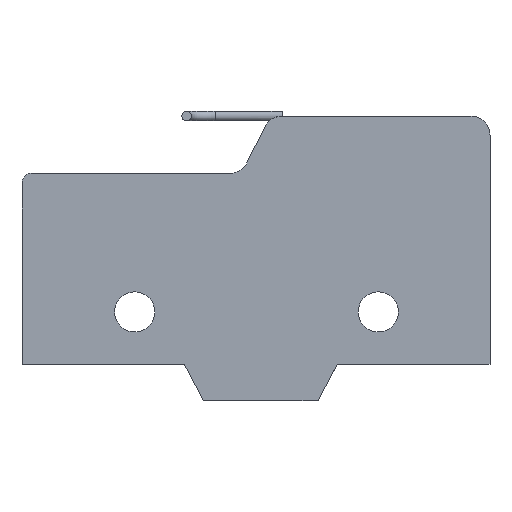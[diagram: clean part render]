
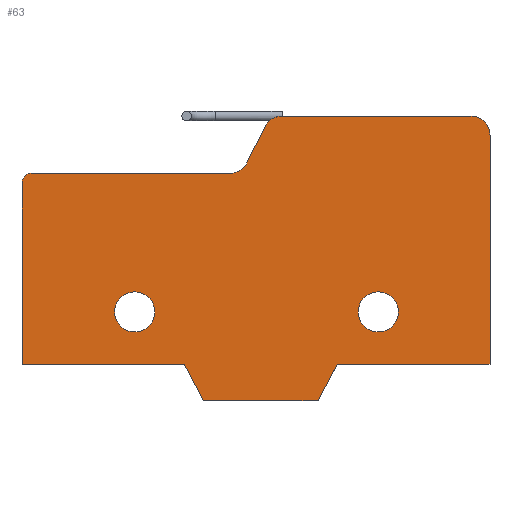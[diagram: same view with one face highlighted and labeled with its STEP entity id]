
A CAD part, left-side view. The second image highlights one B-rep face of the part: STEP entity #63.
In plain terms, the highlighted planar face has unit normal (-1, 0, 0).
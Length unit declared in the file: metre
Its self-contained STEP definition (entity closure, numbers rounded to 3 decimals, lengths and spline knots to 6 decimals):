
#63 = ADVANCED_FACE( '', ( #139, #140, #141 ), #142, .F. );
#139 = FACE_OUTER_BOUND( '', #224, .T. );
#140 = FACE_BOUND( '', #225, .T. );
#141 = FACE_BOUND( '', #226, .T. );
#142 = PLANE( '', #227 );
#224 = EDGE_LOOP( '', ( #346, #347, #348, #349, #350, #351, #352, #353, #354, #355, #356, #357, #358, #359 ) );
#225 = EDGE_LOOP( '', ( #360 ) );
#226 = EDGE_LOOP( '', ( #361 ) );
#227 = AXIS2_PLACEMENT_3D( '', #362, #363, #364 );
#346 = ORIENTED_EDGE( '', *, *, #512, .T. );
#347 = ORIENTED_EDGE( '', *, *, #513, .F. );
#348 = ORIENTED_EDGE( '', *, *, #508, .F. );
#349 = ORIENTED_EDGE( '', *, *, #475, .T. );
#350 = ORIENTED_EDGE( '', *, *, #480, .F. );
#351 = ORIENTED_EDGE( '', *, *, #514, .T. );
#352 = ORIENTED_EDGE( '', *, *, #515, .T. );
#353 = ORIENTED_EDGE( '', *, *, #516, .F. );
#354 = ORIENTED_EDGE( '', *, *, #505, .T. );
#355 = ORIENTED_EDGE( '', *, *, #517, .T. );
#356 = ORIENTED_EDGE( '', *, *, #518, .T. );
#357 = ORIENTED_EDGE( '', *, *, #519, .T. );
#358 = ORIENTED_EDGE( '', *, *, #520, .T. );
#359 = ORIENTED_EDGE( '', *, *, #521, .T. );
#360 = ORIENTED_EDGE( '', *, *, #501, .T. );
#361 = ORIENTED_EDGE( '', *, *, #522, .T. );
#362 = CARTESIAN_POINT( '', ( 0.0615, -0.153581, 0.038915 ) );
#363 = DIRECTION( '', ( 1., 0., 0. ) );
#364 = DIRECTION( '', ( 0., 0., 1. ) );
#475 = EDGE_CURVE( '', #549, #553, #555, .T. );
#480 = EDGE_CURVE( '', #562, #553, #563, .T. );
#501 = EDGE_CURVE( '', #599, #599, #600, .T. );
#505 = EDGE_CURVE( '', #602, #604, #606, .T. );
#508 = EDGE_CURVE( '', #549, #610, #611, .T. );
#512 = EDGE_CURVE( '', #616, #617, #618, .T. );
#513 = EDGE_CURVE( '', #610, #617, #619, .T. );
#514 = EDGE_CURVE( '', #562, #620, #621, .T. );
#515 = EDGE_CURVE( '', #620, #622, #623, .T. );
#516 = EDGE_CURVE( '', #602, #622, #624, .T. );
#517 = EDGE_CURVE( '', #604, #625, #626, .T. );
#518 = EDGE_CURVE( '', #625, #627, #628, .T. );
#519 = EDGE_CURVE( '', #627, #629, #630, .T. );
#520 = EDGE_CURVE( '', #629, #631, #632, .T. );
#521 = EDGE_CURVE( '', #631, #616, #633, .T. );
#522 = EDGE_CURVE( '', #634, #634, #635, .T. );
#549 = VERTEX_POINT( '', #662 );
#553 = VERTEX_POINT( '', #668 );
#555 = LINE( '', #671, #672 );
#562 = VERTEX_POINT( '', #679 );
#563 = CIRCLE( '', #680, 0.002 );
#599 = VERTEX_POINT( '', #726 );
#600 = CIRCLE( '', #727, 0.0021 );
#602 = VERTEX_POINT( '', #729 );
#604 = VERTEX_POINT( '', #732 );
#606 = LINE( '', #735, #736 );
#610 = VERTEX_POINT( '', #741 );
#611 = CIRCLE( '', #742, 0.002 );
#616 = VERTEX_POINT( '', #771 );
#617 = VERTEX_POINT( '', #772 );
#618 = CIRCLE( '', #773, 0.002 );
#619 = LINE( '', #774, #775 );
#620 = VERTEX_POINT( '', #776 );
#621 = LINE( '', #777, #778 );
#622 = VERTEX_POINT( '', #779 );
#623 = CIRCLE( '', #780, 0.001 );
#624 = LINE( '', #781, #782 );
#625 = VERTEX_POINT( '', #783 );
#626 = LINE( '', #784, #785 );
#627 = VERTEX_POINT( '', #786 );
#628 = LINE( '', #787, #788 );
#629 = VERTEX_POINT( '', #789 );
#630 = LINE( '', #790, #791 );
#631 = VERTEX_POINT( '', #792 );
#632 = LINE( '', #793, #794 );
#633 = LINE( '', #795, #796 );
#634 = VERTEX_POINT( '', #797 );
#635 = CIRCLE( '', #798, 0.0021 );
#662 = CARTESIAN_POINT( '', ( 0.0615, -0.154447, 0.051394 ) );
#668 = CARTESIAN_POINT( '', ( 0.0615, -0.152553, 0.047606 ) );
#671 = CARTESIAN_POINT( '', ( 0.0615, -0.1535, 0.0495 ) );
#672 = VECTOR( '', #835, 1. );
#679 = CARTESIAN_POINT( '', ( 0.0615, -0.150764, 0.0465 ) );
#680 = AXIS2_PLACEMENT_3D( '', #842, #843, #844 );
#726 = CARTESIAN_POINT( '', ( 0.0615, -0.1429, 0.032 ) );
#727 = AXIS2_PLACEMENT_3D( '', #876, #877, #878 );
#729 = CARTESIAN_POINT( '', ( 0.0615, -0.129, 0.0265 ) );
#732 = CARTESIAN_POINT( '', ( 0.0615, -0.146, 0.0265 ) );
#735 = CARTESIAN_POINT( '', ( 0.0615, -0.1375, 0.0265 ) );
#736 = VECTOR( '', #881, 1. );
#741 = CARTESIAN_POINT( '', ( 0.0615, -0.156236, 0.0525 ) );
#742 = AXIS2_PLACEMENT_3D( '', #883, #884, #885 );
#771 = CARTESIAN_POINT( '', ( 0.0615, -0.178, 0.0505 ) );
#772 = CARTESIAN_POINT( '', ( 0.0615, -0.176, 0.0525 ) );
#773 = AXIS2_PLACEMENT_3D( '', #887, #888, #889 );
#774 = CARTESIAN_POINT( '', ( 0.0615, -0.166118, 0.0525 ) );
#775 = VECTOR( '', #890, 1. );
#776 = CARTESIAN_POINT( '', ( 0.0615, -0.13, 0.0465 ) );
#777 = CARTESIAN_POINT( '', ( 0.0615, -0.140382, 0.0465 ) );
#778 = VECTOR( '', #891, 1. );
#779 = CARTESIAN_POINT( '', ( 0.0615, -0.129, 0.0455 ) );
#780 = AXIS2_PLACEMENT_3D( '', #892, #893, #894 );
#781 = CARTESIAN_POINT( '', ( 0.0615, -0.129, 0.036 ) );
#782 = VECTOR( '', #895, 1. );
#783 = CARTESIAN_POINT( '', ( 0.0615, -0.148, 0.0227 ) );
#784 = CARTESIAN_POINT( '', ( 0.0615, -0.147, 0.0246 ) );
#785 = VECTOR( '', #896, 1. );
#786 = CARTESIAN_POINT( '', ( 0.0615, -0.16, 0.0227 ) );
#787 = CARTESIAN_POINT( '', ( 0.0615, -0.154, 0.0227 ) );
#788 = VECTOR( '', #897, 1. );
#789 = CARTESIAN_POINT( '', ( 0.0615, -0.162, 0.0265 ) );
#790 = CARTESIAN_POINT( '', ( 0.0615, -0.161, 0.0246 ) );
#791 = VECTOR( '', #898, 1. );
#792 = CARTESIAN_POINT( '', ( 0.0615, -0.178, 0.0265 ) );
#793 = CARTESIAN_POINT( '', ( 0.0615, -0.17, 0.0265 ) );
#794 = VECTOR( '', #899, 1. );
#795 = CARTESIAN_POINT( '', ( 0.0615, -0.178, 0.0385 ) );
#796 = VECTOR( '', #900, 1. );
#797 = CARTESIAN_POINT( '', ( 0.0615, -0.1684, 0.032 ) );
#798 = AXIS2_PLACEMENT_3D( '', #901, #902, #903 );
#835 = DIRECTION( '', ( 0., 0.447, -0.894 ) );
#842 = CARTESIAN_POINT( '', ( 0.0615, -0.150764, 0.0485 ) );
#843 = DIRECTION( '', ( -1., 0., 0. ) );
#844 = DIRECTION( '', ( 0., -1., 0. ) );
#876 = CARTESIAN_POINT( '', ( 0.0615, -0.1408, 0.032 ) );
#877 = DIRECTION( '', ( 1., 0., 0. ) );
#878 = DIRECTION( '', ( 0., -1., 0. ) );
#881 = DIRECTION( '', ( 0., -1., 0. ) );
#883 = CARTESIAN_POINT( '', ( 0.0615, -0.156236, 0.0505 ) );
#884 = DIRECTION( '', ( 1., 0., 0. ) );
#885 = DIRECTION( '', ( 0., -1., 0. ) );
#887 = CARTESIAN_POINT( '', ( 0.0615, -0.176, 0.0505 ) );
#888 = DIRECTION( '', ( -1., 0., 0. ) );
#889 = DIRECTION( '', ( 0., -1., 0. ) );
#890 = DIRECTION( '', ( 0., -1., 0. ) );
#891 = DIRECTION( '', ( 0., 1., 0. ) );
#892 = CARTESIAN_POINT( '', ( 0.0615, -0.13, 0.0455 ) );
#893 = DIRECTION( '', ( -1., 0., 0. ) );
#894 = DIRECTION( '', ( 0., -1., 0. ) );
#895 = DIRECTION( '', ( 0., 0., 1. ) );
#896 = DIRECTION( '', ( 0., -0.466, -0.885 ) );
#897 = DIRECTION( '', ( 0., -1., 0. ) );
#898 = DIRECTION( '', ( 0., -0.466, 0.885 ) );
#899 = DIRECTION( '', ( 0., -1., 0. ) );
#900 = DIRECTION( '', ( 0., 0., 1. ) );
#901 = CARTESIAN_POINT( '', ( 0.0615, -0.1663, 0.032 ) );
#902 = DIRECTION( '', ( 1., 0., 0. ) );
#903 = DIRECTION( '', ( 0., -1., 0. ) );
